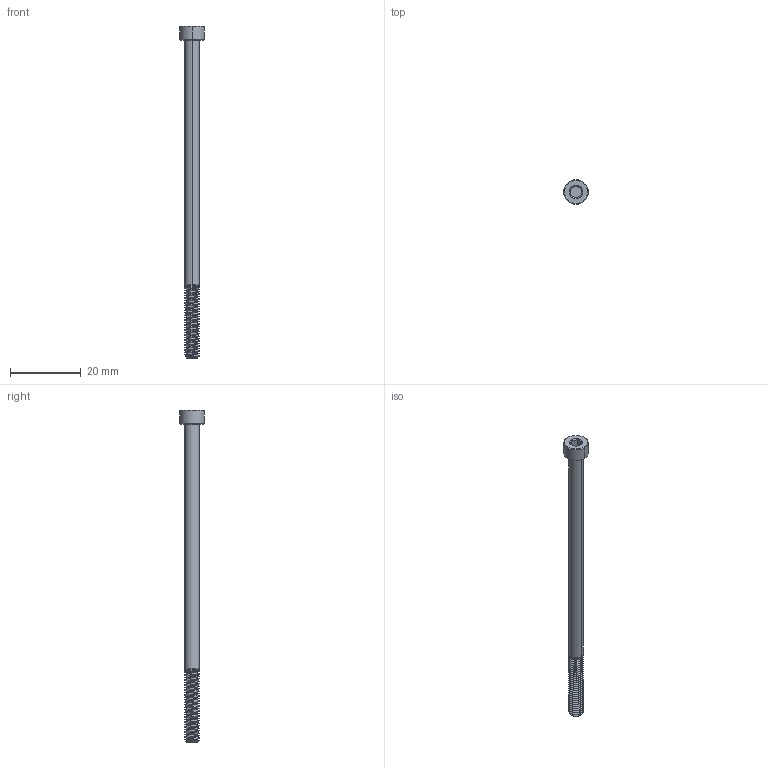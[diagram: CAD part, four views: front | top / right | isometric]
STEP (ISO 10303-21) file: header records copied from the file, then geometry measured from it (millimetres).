
FILE_DESCRIPTION (( 'STEP AP203' ), '1' );
FILE_NAME ('91290A183_Alloy Steel Socket Head Screw.STEP', '2023-01-11T17:03:22', ( 'Administrator' ), ( 'Managed by Terraform' ), 'SwSTEP 2.0', 'SolidWorks 2017', '' );
FILE_SCHEMA (( 'CONFIG_CONTROL_DESIGN' ));
Length unit declared in the file: millimetre
Products named in the file (1): 91290A183_Alloy Steel Socket Head Screw
Bounding box: 7 x 7 x 94 mm (x, y, z)
Volume: 1278.6 mm3; surface area: 1485.1 mm2
Topology: 1 solids, 1 shells, 92 faces, 248 edges, 160 vertices
Faces by surface type: cylinder 61, cone 12, plane 10, torus 6, bspline 3
Entity records: 6176 total; most frequent: CARTESIAN_POINT 4152, ORIENTED_EDGE 496, DIRECTION 331, EDGE_CURVE 248, VERTEX_POINT 160, AXIS2_PLACEMENT_3D 124, EDGE_LOOP 94, ADVANCED_FACE 92
